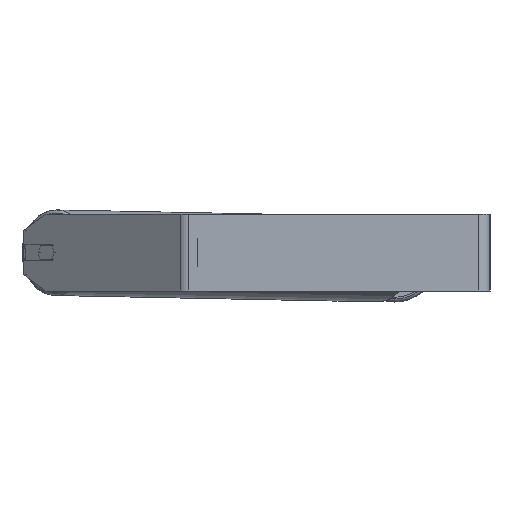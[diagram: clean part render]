
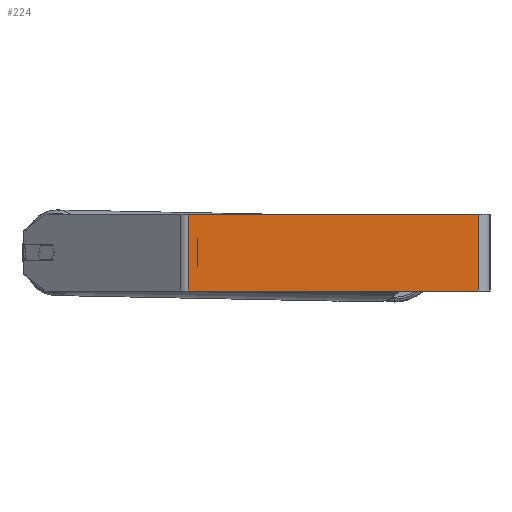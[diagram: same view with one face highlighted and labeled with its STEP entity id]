
A CAD part, left-side view. The second image highlights one B-rep face of the part: STEP entity #224.
In plain terms, the highlighted planar face has unit normal (-1, 0, 0).
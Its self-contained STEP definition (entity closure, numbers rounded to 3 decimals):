
#153 = FACE_OUTER_BOUND ( 'NONE', #4842, .T. ) ;
#224 = ADVANCED_FACE ( 'NONE', ( #153 ), #2850, .F. ) ;
#716 = ORIENTED_EDGE ( 'NONE', *, *, #6726, .T. ) ;
#1248 = CARTESIAN_POINT ( 'NONE',  ( -840., 12., -40. ) ) ;
#1257 = DIRECTION ( 'NONE',  ( 0., -1., 0. ) ) ;
#1603 = VECTOR ( 'NONE', #5893, 1000. ) ;
#1760 = LINE ( 'NONE', #5167, #8683 ) ;
#1796 = CARTESIAN_POINT ( 'NONE',  ( -840., 12., 40. ) ) ;
#1818 = LINE ( 'NONE', #3995, #5077 ) ;
#1895 = LINE ( 'NONE', #3316, #7489 ) ;
#2373 = AXIS2_PLACEMENT_3D ( 'NONE', #8253, #4894, #3566 ) ;
#2850 = PLANE ( 'NONE',  #2373 ) ;
#3313 = ORIENTED_EDGE ( 'NONE', *, *, #6464, .F. ) ;
#3316 = CARTESIAN_POINT ( 'NONE',  ( -840., 318.095, 40. ) ) ;
#3396 = VERTEX_POINT ( 'NONE', #4249 ) ;
#3491 = CARTESIAN_POINT ( 'NONE',  ( -840., 313.728, -40. ) ) ;
#3503 = DIRECTION ( 'NONE',  ( 0., 0., -1. ) ) ;
#3566 = DIRECTION ( 'NONE',  ( 0., 0., -1. ) ) ;
#3995 = CARTESIAN_POINT ( 'NONE',  ( -840., 318.095, -40. ) ) ;
#4249 = CARTESIAN_POINT ( 'NONE',  ( -840., 313.728, 40. ) ) ;
#4723 = ORIENTED_EDGE ( 'NONE', *, *, #7649, .F. ) ;
#4842 = EDGE_LOOP ( 'NONE', ( #716, #4723, #3313, #8690 ) ) ;
#4894 = DIRECTION ( 'NONE',  ( 1., 0., 0. ) ) ;
#5077 = VECTOR ( 'NONE', #7225, 1000. ) ;
#5167 = CARTESIAN_POINT ( 'NONE',  ( -840., 313.728, 40. ) ) ;
#5893 = DIRECTION ( 'NONE',  ( 0., 0., -1. ) ) ;
#6086 = VERTEX_POINT ( 'NONE', #6274 ) ;
#6274 = CARTESIAN_POINT ( 'NONE',  ( -840., 12., 40. ) ) ;
#6464 = EDGE_CURVE ( 'NONE', #3396, #6086, #1895, .T. ) ;
#6629 = LINE ( 'NONE', #1796, #1603 ) ;
#6726 = EDGE_CURVE ( 'NONE', #8543, #7550, #1818, .T. ) ;
#7225 = DIRECTION ( 'NONE',  ( 0., -1., 0. ) ) ;
#7489 = VECTOR ( 'NONE', #1257, 1000. ) ;
#7550 = VERTEX_POINT ( 'NONE', #1248 ) ;
#7649 = EDGE_CURVE ( 'NONE', #6086, #7550, #6629, .T. ) ;
#7748 = EDGE_CURVE ( 'NONE', #3396, #8543, #1760, .T. ) ;
#8253 = CARTESIAN_POINT ( 'NONE',  ( -840., 318.095, 40. ) ) ;
#8543 = VERTEX_POINT ( 'NONE', #3491 ) ;
#8683 = VECTOR ( 'NONE', #3503, 1000. ) ;
#8690 = ORIENTED_EDGE ( 'NONE', *, *, #7748, .T. ) ;
